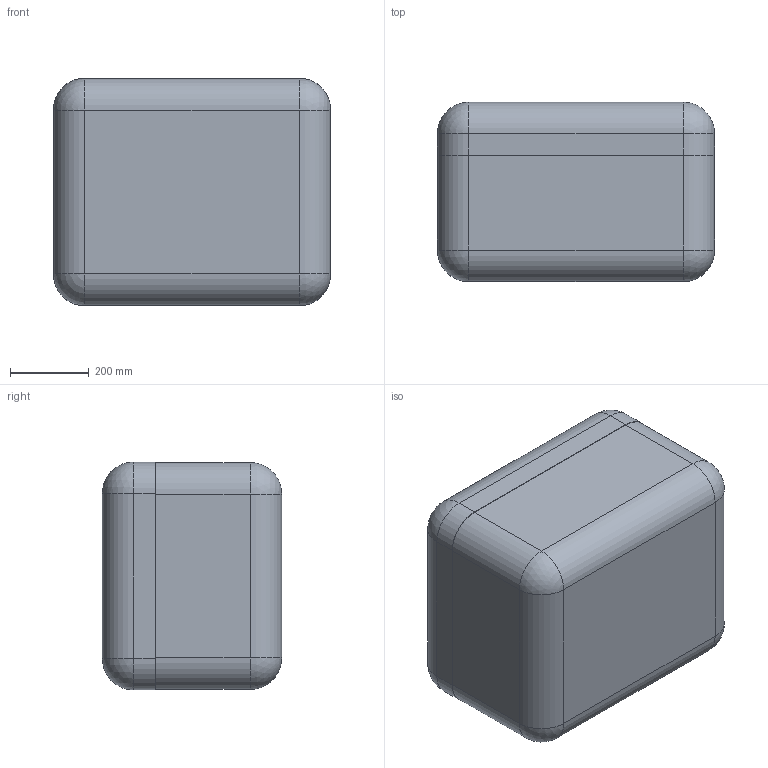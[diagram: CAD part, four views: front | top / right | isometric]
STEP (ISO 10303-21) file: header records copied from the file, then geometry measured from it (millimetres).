
FILE_DESCRIPTION (( 'STEP AP214' ), '1' );
FILE_NAME ('Ñáîðêà_Ê-75(óïð).STEP', '2022-11-02T08:06:10', ( '' ), ( '' ), 'SwSTEP 2.0', 'SolidWorks 2021', '' );
FILE_SCHEMA (( 'AUTOMOTIVE_DESIGN' ));
Length unit declared in the file: millimetre
Products named in the file (3): Êîðïóñ Ê-75(óïð)-1; Ñáîðêà_Ê-75(óïð); Êðûøêà Ê-70(óïð)
Assembly tree (2 placements, depth 2):
  Ñáîðêà_Ê-75(óïð)
    Êîðïóñ Ê-75(óïð)-1
    Êðûøêà Ê-70(óïð)
Bounding box: 704.22 x 456.13 x 579.37 mm (x, y, z)
Volume: 97043385.7 mm3; surface area: 3240518.3 mm2
Topology: 2 solids, 2 shells, 3325 faces, 8283 edges, 4916 vertices
Faces by surface type: bspline 1217, plane 928, cylinder 849, cone 179, torus 95, sphere 57
Entity records: 138206 total; most frequent: CARTESIAN_POINT 68123, ORIENTED_EDGE 16382, DIRECTION 12268, EDGE_CURVE 8191, VERTEX_POINT 4916, AXIS2_PLACEMENT_3D 4400, VECTOR 3468, LINE 3468
